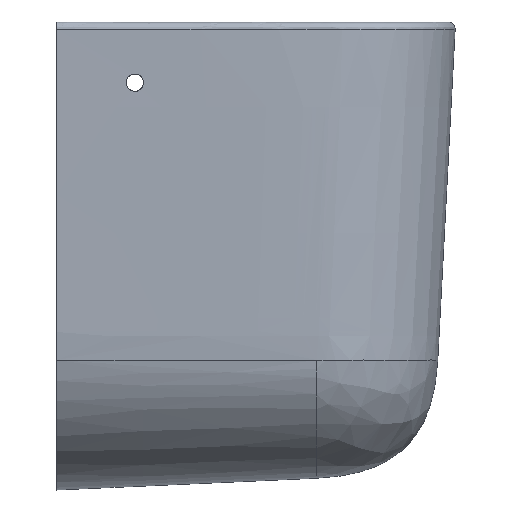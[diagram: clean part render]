
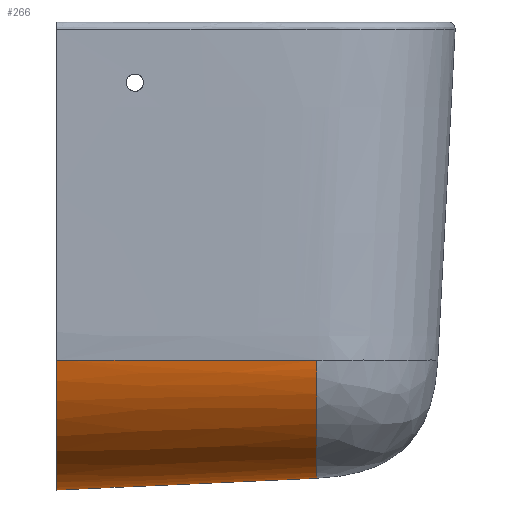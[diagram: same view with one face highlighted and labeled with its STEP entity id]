
A CAD part, left-side view. The second image highlights one B-rep face of the part: STEP entity #266.
In plain terms, the highlighted free-form (B-spline) face has degree [3, 3] with [15, 4] control points.
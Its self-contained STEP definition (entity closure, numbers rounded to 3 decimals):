
#203=FACE_OUTER_BOUND('',#368,.T.);
#266=ADVANCED_FACE('',(#203),#330,.T.);
#330=B_SPLINE_SURFACE_WITH_KNOTS('',3,3,((#8208,#8209,#8210,#8211),(#8212,
#8213,#8214,#8215),(#8216,#8217,#8218,#8219),(#8220,#8221,#8222,#8223),
(#8224,#8225,#8226,#8227),(#8228,#8229,#8230,#8231),(#8232,#8233,#8234,
#8235),(#8236,#8237,#8238,#8239),(#8240,#8241,#8242,#8243),(#8244,#8245,
#8246,#8247),(#8248,#8249,#8250,#8251),(#8252,#8253,#8254,#8255),(#8256,
#8257,#8258,#8259),(#8260,#8261,#8262,#8263),(#8264,#8265,#8266,#8267)),
 .UNSPECIFIED.,.F.,.F.,.F.,(4,1,1,1,1,1,1,1,1,1,1,1,4),(4,4),(0.,0.063,
0.125,0.188,0.25,0.375,0.5,0.625,0.75,0.813,0.875,0.938,1.),(0.,1.),
 .UNSPECIFIED.);
#368=EDGE_LOOP('',(#515,#516,#517,#518));
#515=ORIENTED_EDGE('',*,*,#932,.T.);
#516=ORIENTED_EDGE('',*,*,#933,.T.);
#517=ORIENTED_EDGE('',*,*,#934,.T.);
#518=ORIENTED_EDGE('',*,*,#869,.T.);
#765=VERTEX_POINT('',#1529);
#766=VERTEX_POINT('',#1534);
#817=VERTEX_POINT('',#8187);
#818=VERTEX_POINT('',#8192);
#869=EDGE_CURVE('',#766,#765,#1034,.T.);
#932=EDGE_CURVE('',#765,#817,#1095,.T.);
#933=EDGE_CURVE('',#817,#818,#1096,.T.);
#934=EDGE_CURVE('',#818,#766,#1097,.T.);
#1034=B_SPLINE_CURVE_WITH_KNOTS('',3,(#1530,#1531,#1532,#1533),
 .UNSPECIFIED.,.F.,.F.,(4,4),(0.,1.),.UNSPECIFIED.);
#1095=B_SPLINE_CURVE_WITH_KNOTS('',3,(#8172,#8173,#8174,#8175,#8176,#8177,
#8178,#8179,#8180,#8181,#8182,#8183,#8184,#8185,#8186),.UNSPECIFIED.,.F.,
 .F.,(4,1,1,1,1,1,1,1,1,1,1,1,4),(0.,0.063,0.125,0.188,0.25,0.375,0.5,
0.625,0.75,0.813,0.875,0.938,1.),.UNSPECIFIED.);
#1096=B_SPLINE_CURVE_WITH_KNOTS('',3,(#8188,#8189,#8190,#8191),
 .UNSPECIFIED.,.F.,.F.,(4,4),(0.,1.),.UNSPECIFIED.);
#1097=B_SPLINE_CURVE_WITH_KNOTS('',3,(#8193,#8194,#8195,#8196,#8197,#8198,
#8199,#8200,#8201,#8202,#8203,#8204,#8205,#8206,#8207),.UNSPECIFIED.,.F.,
 .F.,(4,1,1,1,1,1,1,1,1,1,1,1,4),(0.,0.063,0.125,0.188,0.25,0.375,0.5,
0.625,0.75,0.813,0.875,0.938,1.),.UNSPECIFIED.);
#1529=CARTESIAN_POINT('',(-93.06,0.,-195.));
#1530=CARTESIAN_POINT('',(-77.587,-149.795,-195.));
#1531=CARTESIAN_POINT('',(-82.745,-99.863,-195.));
#1532=CARTESIAN_POINT('',(-87.903,-49.932,-195.));
#1533=CARTESIAN_POINT('',(-93.06,0.,-195.));
#1534=CARTESIAN_POINT('',(-77.587,-149.795,-195.));
#8172=CARTESIAN_POINT('',(-93.06,0.,-195.));
#8173=CARTESIAN_POINT('',(-92.488,0.,-197.63));
#8174=CARTESIAN_POINT('',(-91.121,0.,-202.842));
#8175=CARTESIAN_POINT('',(-88.416,0.,-210.459));
#8176=CARTESIAN_POINT('',(-85.075,0.,-217.818));
#8177=CARTESIAN_POINT('',(-79.807,0.,-227.219));
#8178=CARTESIAN_POINT('',(-71.761,0.,-238.069));
#8179=CARTESIAN_POINT('',(-60.048,0.,-249.272));
#8180=CARTESIAN_POINT('',(-46.611,0.,-258.338));
#8181=CARTESIAN_POINT('',(-34.3,0.,-263.895));
#8182=CARTESIAN_POINT('',(-23.994,0.,-267.045));
#8183=CARTESIAN_POINT('',(-16.093,0.,-268.747));
#8184=CARTESIAN_POINT('',(-8.075,0.,-269.771));
#8185=CARTESIAN_POINT('',(-2.692,0.,-270.));
#8186=CARTESIAN_POINT('',(0.,0.,-270.));
#8187=CARTESIAN_POINT('',(0.,0.,-270.));
#8188=CARTESIAN_POINT('',(0.,0.,-270.));
#8189=CARTESIAN_POINT('',(0.,-49.932,-267.74));
#8190=CARTESIAN_POINT('',(0.,-99.863,-265.479));
#8191=CARTESIAN_POINT('',(0.,-149.795,-263.219));
#8192=CARTESIAN_POINT('',(0.,-149.795,-263.22));
#8193=CARTESIAN_POINT('',(0.,-149.795,-263.219));
#8194=CARTESIAN_POINT('',(-2.328,-149.795,-263.219));
#8195=CARTESIAN_POINT('',(-6.985,-149.795,-262.957));
#8196=CARTESIAN_POINT('',(-13.887,-149.795,-261.818));
#8197=CARTESIAN_POINT('',(-20.637,-149.795,-259.99));
#8198=CARTESIAN_POINT('',(-29.369,-149.795,-256.72));
#8199=CARTESIAN_POINT('',(-39.682,-149.795,-251.233));
#8200=CARTESIAN_POINT('',(-50.883,-149.795,-242.817));
#8201=CARTESIAN_POINT('',(-60.708,-149.795,-232.829));
#8202=CARTESIAN_POINT('',(-67.5,-149.795,-223.323));
#8203=CARTESIAN_POINT('',(-71.865,-149.795,-215.084));
#8204=CARTESIAN_POINT('',(-74.53,-149.795,-208.617));
#8205=CARTESIAN_POINT('',(-76.507,-149.795,-201.906));
#8206=CARTESIAN_POINT('',(-77.318,-149.795,-197.313));
#8207=CARTESIAN_POINT('',(-77.587,-149.795,-195.));
#8208=CARTESIAN_POINT('',(-93.06,0.,-195.));
#8209=CARTESIAN_POINT('',(-87.903,-49.932,-195.));
#8210=CARTESIAN_POINT('',(-82.745,-99.863,-195.));
#8211=CARTESIAN_POINT('',(-77.587,-149.795,-195.));
#8212=CARTESIAN_POINT('',(-92.488,0.,-197.63));
#8213=CARTESIAN_POINT('',(-87.448,-49.933,-197.527));
#8214=CARTESIAN_POINT('',(-82.342,-99.86,-197.414));
#8215=CARTESIAN_POINT('',(-77.318,-149.795,-197.313));
#8216=CARTESIAN_POINT('',(-91.121,0.,-202.842));
#8217=CARTESIAN_POINT('',(-86.295,-49.936,-202.537));
#8218=CARTESIAN_POINT('',(-81.287,-99.854,-202.204));
#8219=CARTESIAN_POINT('',(-76.507,-149.795,-201.906));
#8220=CARTESIAN_POINT('',(-88.416,0.,-210.459));
#8221=CARTESIAN_POINT('',(-83.865,-49.94,-209.857));
#8222=CARTESIAN_POINT('',(-79.004,-99.847,-209.207));
#8223=CARTESIAN_POINT('',(-74.53,-149.795,-208.617));
#8224=CARTESIAN_POINT('',(-85.075,0.,-217.818));
#8225=CARTESIAN_POINT('',(-80.771,-49.942,-216.922));
#8226=CARTESIAN_POINT('',(-76.07,-99.843,-215.964));
#8227=CARTESIAN_POINT('',(-71.865,-149.795,-215.084));
#8228=CARTESIAN_POINT('',(-79.807,0.,-227.219));
#8229=CARTESIAN_POINT('',(-75.821,-49.944,-225.939));
#8230=CARTESIAN_POINT('',(-71.368,-99.839,-224.586));
#8231=CARTESIAN_POINT('',(-67.5,-149.795,-223.323));
#8232=CARTESIAN_POINT('',(-71.761,0.,-238.069));
#8233=CARTESIAN_POINT('',(-68.196,-49.944,-236.341));
#8234=CARTESIAN_POINT('',(-64.153,-99.839,-234.538));
#8235=CARTESIAN_POINT('',(-60.708,-149.795,-232.829));
#8236=CARTESIAN_POINT('',(-60.048,0.,-249.272));
#8237=CARTESIAN_POINT('',(-57.093,-49.942,-247.136));
#8238=CARTESIAN_POINT('',(-53.736,-99.842,-244.937));
#8239=CARTESIAN_POINT('',(-50.883,-149.795,-242.817));
#8240=CARTESIAN_POINT('',(-46.611,0.,-258.338));
#8241=CARTESIAN_POINT('',(-44.371,-49.939,-255.98));
#8242=CARTESIAN_POINT('',(-41.851,-99.849,-253.579));
#8243=CARTESIAN_POINT('',(-39.682,-149.795,-251.233));
#8244=CARTESIAN_POINT('',(-34.3,0.,-263.895));
#8245=CARTESIAN_POINT('',(-32.698,-49.936,-261.51));
#8246=CARTESIAN_POINT('',(-30.929,-99.855,-259.099));
#8247=CARTESIAN_POINT('',(-29.369,-149.795,-256.72));
#8248=CARTESIAN_POINT('',(-23.994,0.,-267.045));
#8249=CARTESIAN_POINT('',(-22.897,-49.934,-264.697));
#8250=CARTESIAN_POINT('',(-21.712,-99.859,-262.335));
#8251=CARTESIAN_POINT('',(-20.637,-149.795,-259.99));
#8252=CARTESIAN_POINT('',(-16.093,0.,-268.747));
#8253=CARTESIAN_POINT('',(-15.367,-49.933,-266.439));
#8254=CARTESIAN_POINT('',(-14.602,-99.861,-264.125));
#8255=CARTESIAN_POINT('',(-13.887,-149.795,-261.818));
#8256=CARTESIAN_POINT('',(-8.075,0.,-269.771));
#8257=CARTESIAN_POINT('',(-7.714,-49.932,-267.5));
#8258=CARTESIAN_POINT('',(-7.344,-99.863,-265.228));
#8259=CARTESIAN_POINT('',(-6.985,-149.795,-262.957));
#8260=CARTESIAN_POINT('',(-2.692,0.,-270.));
#8261=CARTESIAN_POINT('',(-2.571,-49.932,-267.74));
#8262=CARTESIAN_POINT('',(-2.45,-99.863,-265.479));
#8263=CARTESIAN_POINT('',(-2.328,-149.795,-263.219));
#8264=CARTESIAN_POINT('',(0.,0.,-270.));
#8265=CARTESIAN_POINT('',(0.,-49.932,-267.74));
#8266=CARTESIAN_POINT('',(0.,-99.863,-265.479));
#8267=CARTESIAN_POINT('',(0.,-149.795,-263.219));
